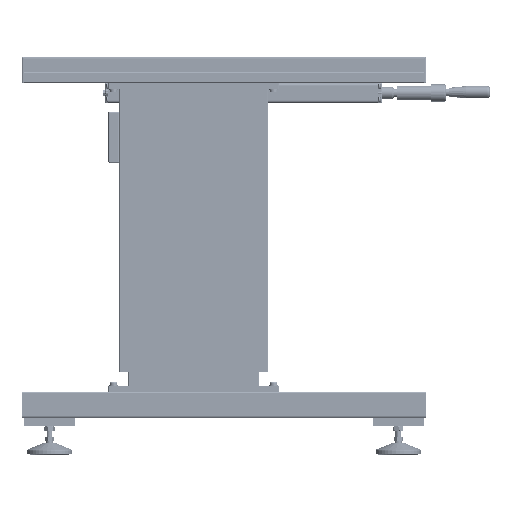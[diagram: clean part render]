
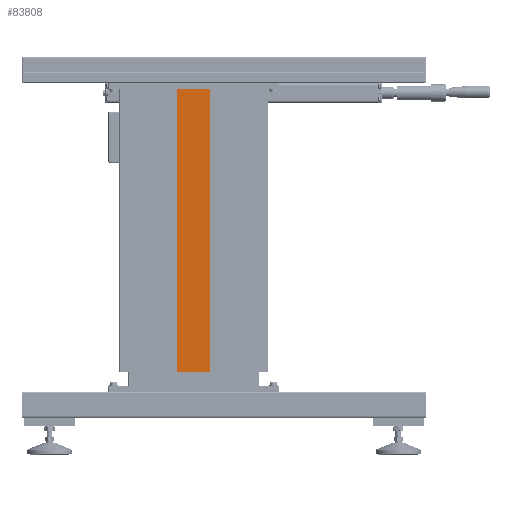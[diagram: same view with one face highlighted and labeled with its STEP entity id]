
A CAD part, left-side view. The second image highlights one B-rep face of the part: STEP entity #83808.
In plain terms, the highlighted face is planar.
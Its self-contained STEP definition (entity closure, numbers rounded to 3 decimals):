
#3583=PLANE('',#92237);
#10147=FACE_OUTER_BOUND('',#14529,.T.);
#14529=EDGE_LOOP('',(#75096,#75097,#75098,#75099));
#22660=LINE('',#147012,#30540);
#22661=LINE('',#147014,#30541);
#22662=LINE('',#147016,#30542);
#22663=LINE('',#147017,#30543);
#30540=VECTOR('',#113690,10.);
#30541=VECTOR('',#113691,10.);
#30542=VECTOR('',#113692,10.);
#30543=VECTOR('',#113693,10.);
#41889=VERTEX_POINT('',#147010);
#41890=VERTEX_POINT('',#147011);
#41891=VERTEX_POINT('',#147013);
#41892=VERTEX_POINT('',#147015);
#53123=EDGE_CURVE('',#41889,#41890,#22660,.T.);
#53124=EDGE_CURVE('',#41891,#41889,#22661,.T.);
#53125=EDGE_CURVE('',#41892,#41891,#22662,.T.);
#53126=EDGE_CURVE('',#41890,#41892,#22663,.T.);
#75096=ORIENTED_EDGE('',*,*,#53123,.F.);
#75097=ORIENTED_EDGE('',*,*,#53124,.F.);
#75098=ORIENTED_EDGE('',*,*,#53125,.F.);
#75099=ORIENTED_EDGE('',*,*,#53126,.F.);
#83808=ADVANCED_FACE('',(#10147),#3583,.T.);
#92237=AXIS2_PLACEMENT_3D('',#147009,#113688,#113689);
#113688=DIRECTION('center_axis',(0.,0.,
1.));
#113689=DIRECTION('ref_axis',(1.,0.,0.));
#113690=DIRECTION('',(-1.,0.,0.));
#113691=DIRECTION('',(0.,-1.,0.));
#113692=DIRECTION('',(1.,0.,0.));
#113693=DIRECTION('',(0.,1.,0.));
#147009=CARTESIAN_POINT('Origin',(-0.09,247.5,-30.));
#147010=CARTESIAN_POINT('',(29.38,0.,-30.));
#147011=CARTESIAN_POINT('',(-29.56,0.,-30.));
#147012=CARTESIAN_POINT('',(29.38,0.,-30.));
#147013=CARTESIAN_POINT('',(29.38,495.,-30.));
#147014=CARTESIAN_POINT('',(29.38,495.,-30.));
#147015=CARTESIAN_POINT('',(-29.56,495.,-30.));
#147016=CARTESIAN_POINT('',(-29.56,495.,-30.));
#147017=CARTESIAN_POINT('',(-29.56,0.,-30.));
